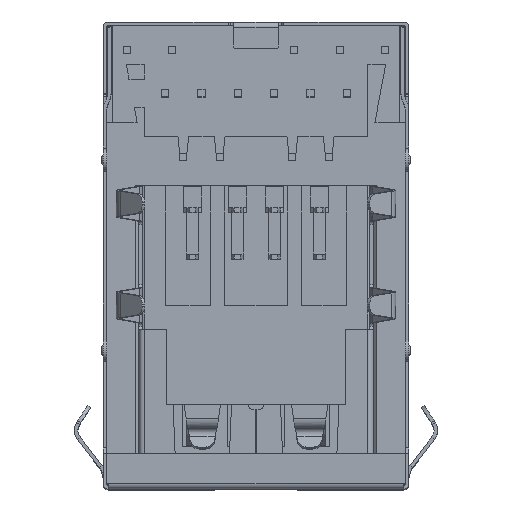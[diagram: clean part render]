
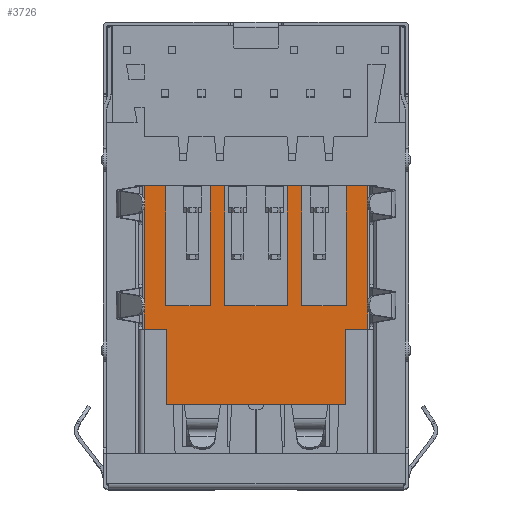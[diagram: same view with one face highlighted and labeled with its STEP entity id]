
A CAD part, top view. The second image highlights one B-rep face of the part: STEP entity #3726.
In plain terms, the highlighted planar face has unit normal (0, 0, 1).
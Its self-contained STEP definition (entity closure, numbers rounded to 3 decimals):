
#3726 = ADVANCED_FACE( '', ( #8544 ), #8545, .T. );
#8544 = FACE_OUTER_BOUND( '', #15339, .T. );
#8545 = PLANE( '', #15340 );
#15339 = EDGE_LOOP( '', ( #26887, #26888, #26889, #26890, #26891, #26892, #26893, #26894, #26895, #26896, #26897, #26898, #26899, #26900, #26901, #26902, #26903, #26904, #26905, #26906 ) );
#15340 = AXIS2_PLACEMENT_3D( '', #26907, #26908, #26909 );
#26887 = ORIENTED_EDGE( '', *, *, #40608, .F. );
#26888 = ORIENTED_EDGE( '', *, *, #41822, .F. );
#26889 = ORIENTED_EDGE( '', *, *, #41823, .F. );
#26890 = ORIENTED_EDGE( '', *, *, #41824, .F. );
#26891 = ORIENTED_EDGE( '', *, *, #40409, .F. );
#26892 = ORIENTED_EDGE( '', *, *, #40424, .F. );
#26893 = ORIENTED_EDGE( '', *, *, #39332, .F. );
#26894 = ORIENTED_EDGE( '', *, *, #41825, .F. );
#26895 = ORIENTED_EDGE( '', *, *, #41826, .T. );
#26896 = ORIENTED_EDGE( '', *, *, #41827, .F. );
#26897 = ORIENTED_EDGE( '', *, *, #40999, .F. );
#26898 = ORIENTED_EDGE( '', *, *, #41828, .T. );
#26899 = ORIENTED_EDGE( '', *, *, #41829, .T. );
#26900 = ORIENTED_EDGE( '', *, *, #41830, .T. );
#26901 = ORIENTED_EDGE( '', *, *, #41831, .T. );
#26902 = ORIENTED_EDGE( '', *, *, #41832, .F. );
#26903 = ORIENTED_EDGE( '', *, *, #41833, .T. );
#26904 = ORIENTED_EDGE( '', *, *, #39169, .T. );
#26905 = ORIENTED_EDGE( '', *, *, #41834, .T. );
#26906 = ORIENTED_EDGE( '', *, *, #41621, .F. );
#26907 = CARTESIAN_POINT( '', ( -6.35, -8.22, 8.35 ) );
#26908 = DIRECTION( '', ( 0., 0., 1. ) );
#26909 = DIRECTION( '', ( 1., 0., 0. ) );
#39169 = EDGE_CURVE( '', #47265, #47266, #47267, .T. );
#39332 = EDGE_CURVE( '', #47549, #47550, #47551, .T. );
#40409 = EDGE_CURVE( '', #49294, #49295, #49296, .T. );
#40424 = EDGE_CURVE( '', #47550, #49294, #49320, .T. );
#40608 = EDGE_CURVE( '', #49603, #49604, #49605, .T. );
#40999 = EDGE_CURVE( '', #50211, #50213, #50214, .T. );
#41621 = EDGE_CURVE( '', #49604, #51129, #51130, .T. );
#41822 = EDGE_CURVE( '', #51436, #49603, #51437, .T. );
#41823 = EDGE_CURVE( '', #51438, #51436, #51439, .T. );
#41824 = EDGE_CURVE( '', #49295, #51438, #51440, .T. );
#41825 = EDGE_CURVE( '', #51441, #47549, #51442, .T. );
#41826 = EDGE_CURVE( '', #51441, #51443, #51444, .F. );
#41827 = EDGE_CURVE( '', #50213, #51443, #51445, .T. );
#41828 = EDGE_CURVE( '', #50211, #51446, #51447, .T. );
#41829 = EDGE_CURVE( '', #51446, #51448, #51449, .T. );
#41830 = EDGE_CURVE( '', #51448, #51450, #51451, .T. );
#41831 = EDGE_CURVE( '', #51450, #51452, #51453, .T. );
#41832 = EDGE_CURVE( '', #51454, #51452, #51455, .T. );
#41833 = EDGE_CURVE( '', #51454, #47265, #51456, .T. );
#41834 = EDGE_CURVE( '', #47266, #51129, #51457, .T. );
#47265 = VERTEX_POINT( '', #58992 );
#47266 = VERTEX_POINT( '', #58993 );
#47267 = LINE( '', #58994, #58995 );
#47549 = VERTEX_POINT( '', #59415 );
#47550 = VERTEX_POINT( '', #59416 );
#47551 = LINE( '', #59417, #59418 );
#49294 = VERTEX_POINT( '', #62099 );
#49295 = VERTEX_POINT( '', #62100 );
#49296 = LINE( '', #62101, #62102 );
#49320 = LINE( '', #62134, #62135 );
#49603 = VERTEX_POINT( '', #62588 );
#49604 = VERTEX_POINT( '', #62589 );
#49605 = LINE( '', #62590, #62591 );
#50211 = VERTEX_POINT( '', #63635 );
#50213 = VERTEX_POINT( '', #63638 );
#50214 = LINE( '', #63639, #63640 );
#51129 = VERTEX_POINT( '', #65260 );
#51130 = LINE( '', #65261, #65262 );
#51436 = VERTEX_POINT( '', #65736 );
#51437 = LINE( '', #65737, #65738 );
#51438 = VERTEX_POINT( '', #65739 );
#51439 = LINE( '', #65740, #65741 );
#51440 = LINE( '', #65742, #65743 );
#51441 = VERTEX_POINT( '', #65744 );
#51442 = LINE( '', #65745, #65746 );
#51443 = VERTEX_POINT( '', #65747 );
#51444 = LINE( '', #65748, #65749 );
#51445 = LINE( '', #65750, #65751 );
#51446 = VERTEX_POINT( '', #65752 );
#51447 = LINE( '', #65753, #65754 );
#51448 = VERTEX_POINT( '', #65755 );
#51449 = LINE( '', #65756, #65757 );
#51450 = VERTEX_POINT( '', #65758 );
#51451 = LINE( '', #65759, #65760 );
#51452 = VERTEX_POINT( '', #65761 );
#51453 = LINE( '', #65762, #65763 );
#51454 = VERTEX_POINT( '', #65764 );
#51455 = LINE( '', #65765, #65766 );
#51456 = LINE( '', #65767, #65768 );
#51457 = LINE( '', #65769, #65770 );
#58992 = CARTESIAN_POINT( '', ( 5.05, -2.7, 8.35 ) );
#58993 = CARTESIAN_POINT( '', ( 2.55, -2.7, 8.35 ) );
#58994 = CARTESIAN_POINT( '', ( 5.05, -2.7, 8.35 ) );
#58995 = VECTOR( '', #73466, 1000. );
#59415 = CARTESIAN_POINT( '', ( -5.05, 4., 8.35 ) );
#59416 = CARTESIAN_POINT( '', ( -5.05, -2.7, 8.35 ) );
#59417 = CARTESIAN_POINT( '', ( -5.05, 4., 8.35 ) );
#59418 = VECTOR( '', #73637, 1000. );
#62099 = CARTESIAN_POINT( '', ( -2.55, -2.7, 8.35 ) );
#62100 = CARTESIAN_POINT( '', ( -2.55, 4., 8.35 ) );
#62101 = CARTESIAN_POINT( '', ( -2.55, -2.7, 8.35 ) );
#62102 = VECTOR( '', #74737, 1000. );
#62134 = CARTESIAN_POINT( '', ( -5.05, -2.7, 8.35 ) );
#62135 = VECTOR( '', #74755, 1000. );
#62588 = CARTESIAN_POINT( '', ( 1.75, -2.7, 8.35 ) );
#62589 = CARTESIAN_POINT( '', ( 1.75, 4., 8.35 ) );
#62590 = CARTESIAN_POINT( '', ( 1.75, -2.7, 8.35 ) );
#62591 = VECTOR( '', #74943, 1000. );
#63635 = CARTESIAN_POINT( '', ( -5., -8.22, 8.35 ) );
#63638 = CARTESIAN_POINT( '', ( -5., -4., 8.35 ) );
#63639 = CARTESIAN_POINT( '', ( -5., -8.22, 8.35 ) );
#63640 = VECTOR( '', #75283, 1000. );
#65260 = CARTESIAN_POINT( '', ( 2.55, 4., 8.35 ) );
#65261 = CARTESIAN_POINT( '', ( -6.35, 4., 8.35 ) );
#65262 = VECTOR( '', #75894, 1000. );
#65736 = CARTESIAN_POINT( '', ( -1.75, -2.7, 8.35 ) );
#65737 = CARTESIAN_POINT( '', ( -1.75, -2.7, 8.35 ) );
#65738 = VECTOR( '', #76084, 1000. );
#65739 = CARTESIAN_POINT( '', ( -1.75, 4., 8.35 ) );
#65740 = CARTESIAN_POINT( '', ( -1.75, 4., 8.35 ) );
#65741 = VECTOR( '', #76085, 1000. );
#65742 = CARTESIAN_POINT( '', ( -6.35, 4., 8.35 ) );
#65743 = VECTOR( '', #76086, 1000. );
#65744 = CARTESIAN_POINT( '', ( -6.25, 4., 8.35 ) );
#65745 = CARTESIAN_POINT( '', ( -6.35, 4., 8.35 ) );
#65746 = VECTOR( '', #76087, 1000. );
#65747 = CARTESIAN_POINT( '', ( -6.25, -4., 8.35 ) );
#65748 = CARTESIAN_POINT( '', ( -6.25, -4., 8.35 ) );
#65749 = VECTOR( '', #76088, 1000. );
#65750 = CARTESIAN_POINT( '', ( -5., -4., 8.35 ) );
#65751 = VECTOR( '', #76089, 1000. );
#65752 = CARTESIAN_POINT( '', ( 5., -8.22, 8.35 ) );
#65753 = CARTESIAN_POINT( '', ( -6.35, -8.22, 8.35 ) );
#65754 = VECTOR( '', #76090, 1000. );
#65755 = CARTESIAN_POINT( '', ( 5., -4., 8.35 ) );
#65756 = CARTESIAN_POINT( '', ( 5., -8.22, 8.35 ) );
#65757 = VECTOR( '', #76091, 1000. );
#65758 = CARTESIAN_POINT( '', ( 6.25, -4., 8.35 ) );
#65759 = CARTESIAN_POINT( '', ( 5., -4., 8.35 ) );
#65760 = VECTOR( '', #76092, 1000. );
#65761 = CARTESIAN_POINT( '', ( 6.25, 4., 8.35 ) );
#65762 = CARTESIAN_POINT( '', ( 6.25, 4., 8.35 ) );
#65763 = VECTOR( '', #76093, 1000. );
#65764 = CARTESIAN_POINT( '', ( 5.05, 4., 8.35 ) );
#65765 = CARTESIAN_POINT( '', ( -6.35, 4., 8.35 ) );
#65766 = VECTOR( '', #76094, 1000. );
#65767 = CARTESIAN_POINT( '', ( 5.05, 4., 8.35 ) );
#65768 = VECTOR( '', #76095, 1000. );
#65769 = CARTESIAN_POINT( '', ( 2.55, -2.7, 8.35 ) );
#65770 = VECTOR( '', #76096, 1000. );
#73466 = DIRECTION( '', ( -1., 0., 0. ) );
#73637 = DIRECTION( '', ( 0., -1., 0. ) );
#74737 = DIRECTION( '', ( 0., 1., 0. ) );
#74755 = DIRECTION( '', ( 1., 0., 0. ) );
#74943 = DIRECTION( '', ( 0., 1., 0. ) );
#75283 = DIRECTION( '', ( 0., 1., 0. ) );
#75894 = DIRECTION( '', ( 1., 0., 0. ) );
#76084 = DIRECTION( '', ( 1., 0., 0. ) );
#76085 = DIRECTION( '', ( 0., -1., 0. ) );
#76086 = DIRECTION( '', ( 1., 0., 0. ) );
#76087 = DIRECTION( '', ( 1., 0., 0. ) );
#76088 = DIRECTION( '', ( 0., 1., 0. ) );
#76089 = DIRECTION( '', ( -1., 0., 0. ) );
#76090 = DIRECTION( '', ( 1., 0., 0. ) );
#76091 = DIRECTION( '', ( 0., 1., 0. ) );
#76092 = DIRECTION( '', ( 1., 0., 0. ) );
#76093 = DIRECTION( '', ( 0., 1., 0. ) );
#76094 = DIRECTION( '', ( 1., 0., 0. ) );
#76095 = DIRECTION( '', ( 0., -1., 0. ) );
#76096 = DIRECTION( '', ( 0., 1., 0. ) );
